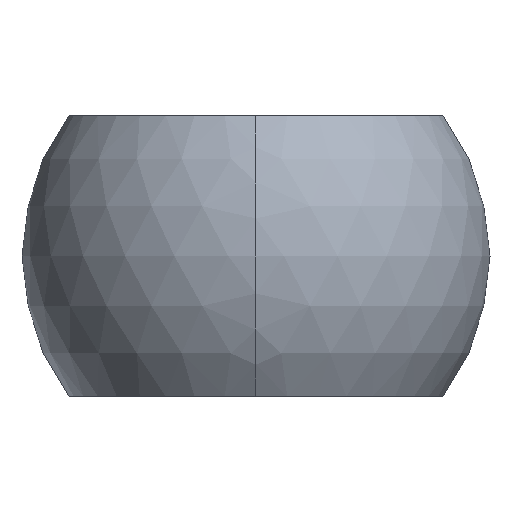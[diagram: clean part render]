
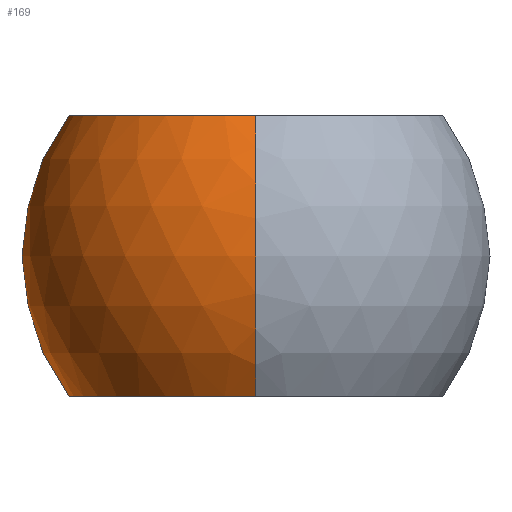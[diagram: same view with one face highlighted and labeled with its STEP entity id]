
A CAD part, left-side view. The second image highlights one B-rep face of the part: STEP entity #169.
In plain terms, the highlighted spherical face has radius 10 mm.
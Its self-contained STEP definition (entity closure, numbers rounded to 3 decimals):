
#115=VERTEX_POINT('',#303);
#125=VERTEX_POINT('',#313);
#135=VERTEX_POINT('',#323);
#157=EDGE_CURVE('',#233,#115,#348,.T.);
#169=ADVANCED_FACE('',(#362),#363,.T.);
#221=EDGE_CURVE('',#115,#125,#422,.T.);
#225=EDGE_CURVE('',#135,#233,#426,.T.);
#233=VERTEX_POINT('',#434);
#265=EDGE_CURVE('',#125,#135,#471,.T.);
#303=CARTESIAN_POINT('',(-8.0,0.,-6.0));
#313=CARTESIAN_POINT('',(7.66,2.308,-6.0));
#323=CARTESIAN_POINT('',(7.66,2.308,6.0));
#348=CIRCLE('',#559,10.0);
#362=FACE_OUTER_BOUND('',#592,.T.);
#363=SPHERICAL_SURFACE('',#593,10.0);
#422=CIRCLE('',#694,8.0);
#426=CIRCLE('',#699,8.0);
#434=CARTESIAN_POINT('',(-8.0,0.,6.0));
#471=CIRCLE('',#758,6.429);
#559=AXIS2_PLACEMENT_3D('',#854,#855,#856);
#592=EDGE_LOOP('',(#868,#869,#870,#871));
#593=AXIS2_PLACEMENT_3D('',#872,#873,#874);
#694=AXIS2_PLACEMENT_3D('',#946,#947,#948);
#699=AXIS2_PLACEMENT_3D('',#949,#950,#951);
#758=AXIS2_PLACEMENT_3D('',#1011,#1012,#1013);
#854=CARTESIAN_POINT('',(0.0,0.0,0.0));
#855=DIRECTION('',(0.,-1.0,0.0));
#856=DIRECTION('',(0.0,0.0,1.0));
#868=ORIENTED_EDGE('',*,*,#157,.F.);
#869=ORIENTED_EDGE('',*,*,#225,.F.);
#870=ORIENTED_EDGE('',*,*,#265,.F.);
#871=ORIENTED_EDGE('',*,*,#221,.F.);
#872=CARTESIAN_POINT('',(0.0,0.0,0.0));
#873=DIRECTION('',(0.0,0.0,1.0));
#874=DIRECTION('',(1.0,0.0,0.0));
#946=CARTESIAN_POINT('',(0.0,0.0,-6.0));
#947=DIRECTION('',(-0.0,-0.0,-1.0));
#948=DIRECTION('',(0.0,-1.0,0.0));
#949=CARTESIAN_POINT('',(0.0,0.0,6.0));
#950=DIRECTION('',(0.0,-0.0,1.0));
#951=DIRECTION('',(0.0,1.0,0.0));
#1011=CARTESIAN_POINT('',(7.66,0.0,0.0));
#1012=DIRECTION('',(1.0,0.0,0.0));
#1013=DIRECTION('',(0.0,1.0,0.0));
